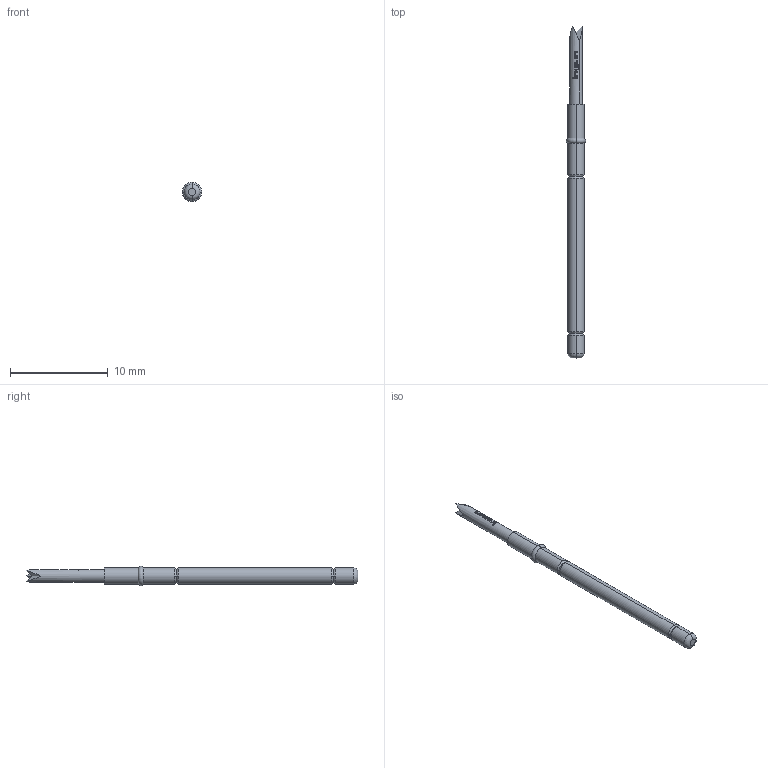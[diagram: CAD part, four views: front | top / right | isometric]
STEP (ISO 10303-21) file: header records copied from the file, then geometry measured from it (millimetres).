
FILE_DESCRIPTION (( 'STEP AP203' ), '1' );
FILE_NAME ('INGUN_GKS-912_233_130_N_xx04.STEP', '2021-09-30T09:14:20', ( 'ochi' ), ( '' ), 'SwSTEP 2.0', 'SolidWorks 2018', '' );
FILE_SCHEMA (( 'CONFIG_CONTROL_DESIGN' ));
Length unit declared in the file: millimetre
Products named in the file (1): INGUN_GKS-912_233_130_N_xx04
Bounding box: 2 x 34 x 2 mm (x, y, z)
Volume: 65.4 mm3; surface area: 172 mm2
Topology: 1 solids, 1 shells, 99 faces, 258 edges, 167 vertices
Faces by surface type: plane 38, bspline 32, cylinder 17, torus 12
Entity records: 4056 total; most frequent: CARTESIAN_POINT 2002, ORIENTED_EDGE 516, EDGE_CURVE 258, DIRECTION 242, B_SPLINE_CURVE_WITH_KNOTS 190, VERTEX_POINT 167, AXIS2_PLACEMENT_3D 112, EDGE_LOOP 105
